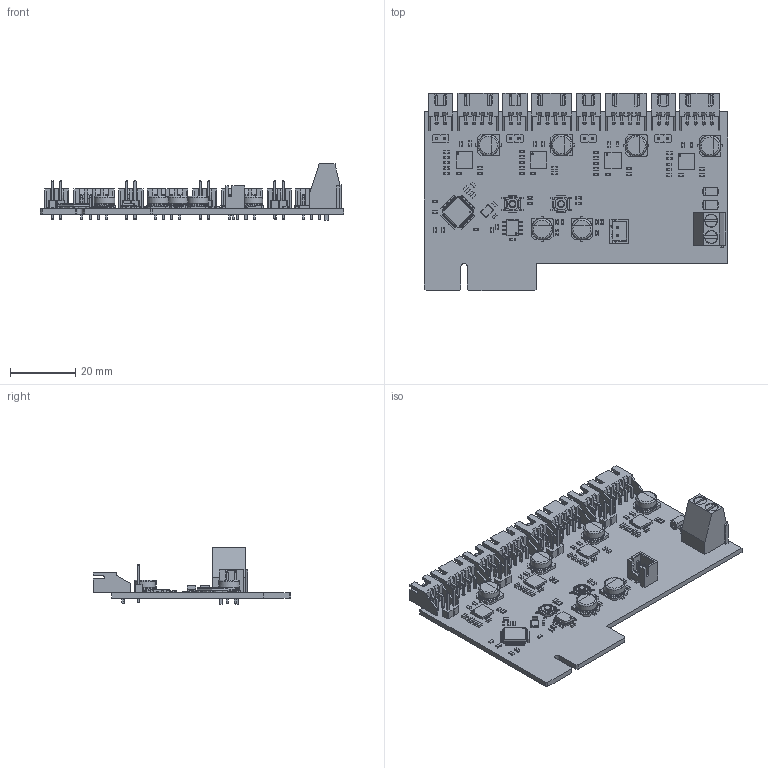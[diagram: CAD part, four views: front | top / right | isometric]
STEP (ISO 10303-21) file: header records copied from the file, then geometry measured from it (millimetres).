
FILE_DESCRIPTION(('FreeCAD Model'),'2;1');
FILE_NAME('Open CASCADE Shape Model','2023-02-11T23:16:20',('Author'),( ''),'Open CASCADE STEP processor 7.5','FreeCAD','Unknown');
FILE_SCHEMA(('AUTOMOTIVE_DESIGN { 1 0 10303 214 1 1 1 1 }'));
Length unit declared in the file: millimetre
Products named in the file (28): quad-stepper-2209; Local_CS_a3a3; Board_Geoms_a3a3; Pcb_a3a3; PCB_Sketch_a3a3; Step_Models_a3a3; Top_a3a3; R212_R_0603_1608Metric_50a762c02500; C218_C_0603_1608Metric_223d494e89a1; J201_JST_S4B_XH_A_10662e4c2d2b; SW101_TS-1187A-B-A-B007_ae7c19d56882; TS-1187A-B-A-B; TS-1187A-B-A-B001; TS-1187A-B-A-B002; TS-1187A-B-A-B003; TS-1187A-B-A-B004; TS-1187A-B-A-B005; TS-1187A-B-A-B006; C101_CP_Elec_63x39_f742ffdc7c31; U101_LQFP_48_7x7mm_P05mm_5fa51ebbb635; J212_JST_S2B_XH_A_659a78269bcd; D101_D_SMA_73dc915f518a; J101_TerminalBlock_Phoenix_MKDS_15_2_1x02_P500mm_Horizontal_
5a9727e6761e; U102_SOIC_8_39x49mm_P127mm_72d45e1aae76; J205_PinHeader_1x02_P254mm_Vertical_6de144fc2736; U202_QFN-28-1EP_5x5mm_Pitch0.5mm_0d7144665c65; J105_JST_B2B_XH_A_c4003f591665; Y101_Crystal_SMD_3225-4Pin_3.2x2.5mm_080ccd7a1233
Assembly tree (108 placements, depth 5):
  quad-stepper-2209
    Local_CS_a3a3
    Board_Geoms_a3a3
      Pcb_a3a3
      PCB_Sketch_a3a3
    Step_Models_a3a3
      Top_a3a3
        R212_R_0603_1608Metric_50a762c02500  x33
        C218_C_0603_1608Metric_223d494e89a1  x31
        J201_JST_S4B_XH_A_10662e4c2d2b  x4
        SW101_TS-1187A-B-A-B007_ae7c19d56882  x2
          TS-1187A-B-A-B
          TS-1187A-B-A-B001
          TS-1187A-B-A-B002
          TS-1187A-B-A-B003
          TS-1187A-B-A-B004
          TS-1187A-B-A-B005
          TS-1187A-B-A-B006
        C101_CP_Elec_63x39_f742ffdc7c31  x6
        U101_LQFP_48_7x7mm_P05mm_5fa51ebbb635
        J212_JST_S2B_XH_A_659a78269bcd  x4
        D101_D_SMA_73dc915f518a  x2
        J101_TerminalBlock_Phoenix_MKDS_15_2_1x02_P500mm_Horizontal_
5a9727e6761e
        U102_SOIC_8_39x49mm_P127mm_72d45e1aae76
        J205_PinHeader_1x02_P254mm_Vertical_6de144fc2736  x4
        U202_QFN-28-1EP_5x5mm_Pitch0.5mm_0d7144665c65  x4
        J105_JST_B2B_XH_A_c4003f591665
        Y101_Crystal_SMD_3225-4Pin_3.2x2.5mm_080ccd7a1233
Bounding box: 92.91 x 60.47 x 17.3 mm (x, y, z)
Volume: 11513.4 mm3; surface area: 19709.1 mm2
Topology: 108 solids, 108 shells, 5931 faces, 15757 edges, 10158 vertices
Faces by surface type: plane 4142, cylinder 1523, bspline 152, torus 60, sphere 48, revolution 6
Full cylindrical faces by diameter (mm): 0.2 x100, 0.5 x5, 0.6 x1, 0.95 x16, 1 x18, 1.3 x2, 3.8 x2, 4 x2, 6.3 x12
Entity records: 85081 total; most frequent: CARTESIAN_POINT 15585, ORIENTED_EDGE 11784, DIRECTION 11379, EDGE_CURVE 5892, LINE 4536, VECTOR 4536, VERTEX_POINT 3761, AXIS2_PLACEMENT_3D 3421
